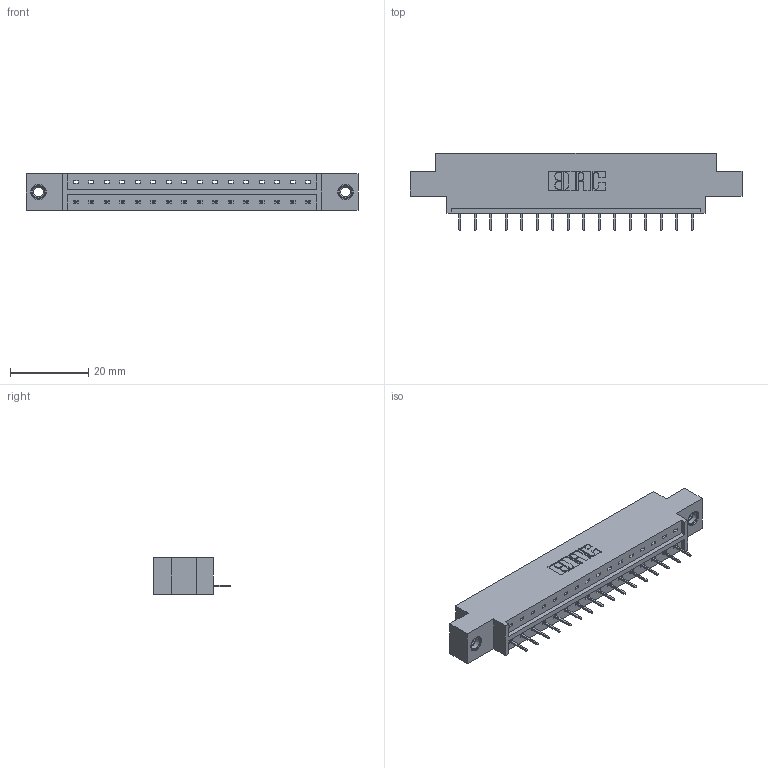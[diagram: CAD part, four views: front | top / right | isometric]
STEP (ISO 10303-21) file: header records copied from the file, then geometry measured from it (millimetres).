
FILE_DESCRIPTION (( 'STEP AP203' ), '1' );
FILE_NAME ('333-016-524-607.STEP', '2018-08-01T11:42:04', ( '' ), ( '' ), 'SwSTEP 2.0', 'SolidWorks 2016', '' );
FILE_SCHEMA (( 'CONFIG_CONTROL_DESIGN' ));
Length unit declared in the file: inch
Products named in the file (4): 333 Part_Offset - .156 Dia - TI; 345-292-001_345-293-124; 345-250-001_345-250-005-103; 333-016-524-607
Assembly tree (19 placements, depth 2):
  333-016-524-607
    333 Part_Offset - .156 Dia - TI
    345-292-001_345-293-124  x16
    345-250-001_345-250-005-103  x2
Bounding box: 84.94 x 19.69 x 9.4 mm (x, y, z)
Volume: 8019 mm3; surface area: 8524.5 mm2
Topology: 19 solids, 19 shells, 1170 faces, 3339 edges, 2154 vertices
Faces by surface type: plane 874, cylinder 280, cone 12, torus 4
Entity records: 14536 total; most frequent: CARTESIAN_POINT 2493, ORIENTED_EDGE 2438, DIRECTION 2189, EDGE_CURVE 1219, LINE 1075, VECTOR 1075, VERTEX_POINT 804, AXIS2_PLACEMENT_3D 557
